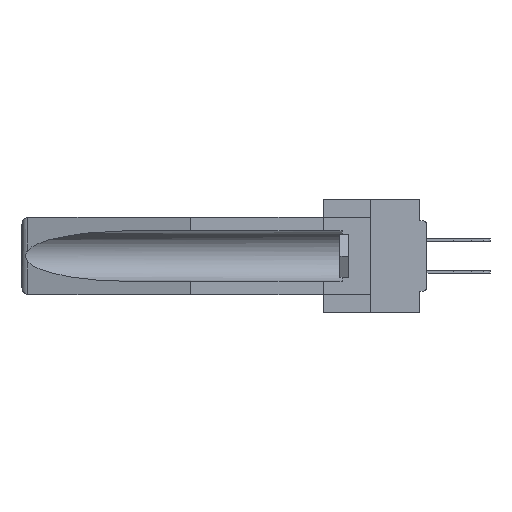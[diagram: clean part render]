
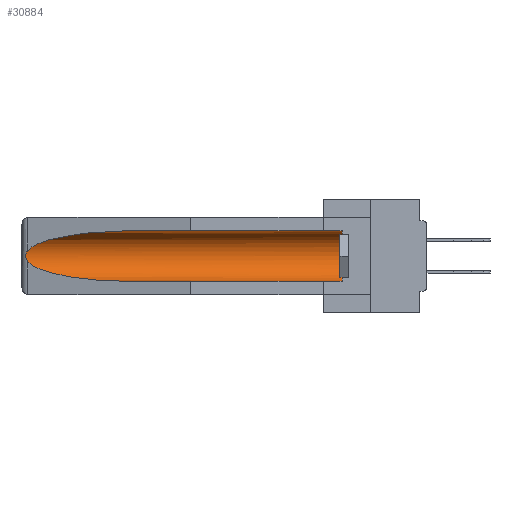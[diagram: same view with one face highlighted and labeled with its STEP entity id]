
A CAD part, left-side view. The second image highlights one B-rep face of the part: STEP entity #30884.
In plain terms, the highlighted cylindrical face has radius 2.857 mm (diameter 5.715 mm), a partial arc.
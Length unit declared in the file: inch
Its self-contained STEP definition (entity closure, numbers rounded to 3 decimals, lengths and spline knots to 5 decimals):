
#294 = CARTESIAN_POINT ( 'NONE',  ( 0.26654, 1.53092, -0.15636 ) ) ;
#1535 = DIRECTION ( 'NONE',  ( 0., 1., 0. ) ) ;
#2829 = CARTESIAN_POINT ( 'NONE',  ( 0.26597, 1.5296, -0.19026 ) ) ;
#2866 =( BOUNDED_CURVE ( )  B_SPLINE_CURVE ( 3, ( #20177, #31875, #37338, #20054 ),
 .UNSPECIFIED., .F., .T. ) 
 B_SPLINE_CURVE_WITH_KNOTS ( ( 4, 4 ),
 ( 4.71239, 6.08839 ),
 .UNSPECIFIED. ) 
 CURVE ( )  GEOMETRIC_REPRESENTATION_ITEM ( )  RATIONAL_B_SPLINE_CURVE ( ( 1., 0.848, 0.848, 1. ) ) 
 REPRESENTATION_ITEM ( '' )  );
#2950 = EDGE_CURVE ( 'NONE', #28046, #3680, #4020, .T. ) ;
#3085 = CARTESIAN_POINT ( 'NONE',  ( 0.155, 0.126, -0.059 ) ) ;
#3166 = AXIS2_PLACEMENT_3D ( 'NONE', #12745, #4451, #13138 ) ;
#3680 = VERTEX_POINT ( 'NONE', #8352 ) ;
#4020 = LINE ( 'NONE', #24396, #30205 ) ;
#4451 = DIRECTION ( 'NONE',  ( 0., -1., 0. ) ) ;
#4478 = DIRECTION ( 'NONE',  ( 0., 1., 0. ) ) ;
#4634 =( BOUNDED_CURVE ( )  B_SPLINE_CURVE ( 3, ( #9296, #9428, #14846, #32390 ),
 .UNSPECIFIED., .F., .F. ) 
 B_SPLINE_CURVE_WITH_KNOTS ( ( 4, 4 ),
 ( 0.1948, 1.5708 ),
 .UNSPECIFIED. ) 
 CURVE ( )  GEOMETRIC_REPRESENTATION_ITEM ( )  RATIONAL_B_SPLINE_CURVE ( ( 1., 0.848, 0.848, 1. ) ) 
 REPRESENTATION_ITEM ( '' )  );
#5109 = CYLINDRICAL_SURFACE ( 'NONE', #27072, 0.1125 ) ;
#6775 = B_SPLINE_CURVE_WITH_KNOTS ( 'NONE', 3,
 ( #25895, #8610, #294, #8485, #28569, #37269, #14528, #31938, #2829, #14160 ),
 .UNSPECIFIED., .F., .F.,
 ( 4, 2, 2, 2, 4 ),
 ( 0., 0.00029, 0.00058, 0.00087, 0.00117 ),
 .UNSPECIFIED. ) ;
#8352 = CARTESIAN_POINT ( 'NONE',  ( 0.155, 1.07973, -0.284 ) ) ;
#8485 = CARTESIAN_POINT ( 'NONE',  ( 0.2673, 1.5327, -0.16383 ) ) ;
#8534 = VERTEX_POINT ( 'NONE', #3085 ) ;
#8610 = CARTESIAN_POINT ( 'NONE',  ( 0.26597, 1.52961, -0.15275 ) ) ;
#9296 = CARTESIAN_POINT ( 'NONE',  ( 0.26537, 1.52718, -0.19328 ) ) ;
#9419 = ORIENTED_EDGE ( 'NONE', *, *, #30807, .T. ) ;
#9428 = CARTESIAN_POINT ( 'NONE',  ( 0.25451, 1.48313, -0.24835 ) ) ;
#12172 = VERTEX_POINT ( 'NONE', #22033 ) ;
#12745 = CARTESIAN_POINT ( 'NONE',  ( 0.155, 0.126, -0.1715 ) ) ;
#13138 = DIRECTION ( 'NONE',  ( 0., 0., 1. ) ) ;
#14160 = CARTESIAN_POINT ( 'NONE',  ( 0.26537, 1.52718, -0.19328 ) ) ;
#14528 = CARTESIAN_POINT ( 'NONE',  ( 0.2673, 1.53269, -0.17917 ) ) ;
#14846 = CARTESIAN_POINT ( 'NONE',  ( 0.21114, 1.30732, -0.284 ) ) ;
#15255 = EDGE_CURVE ( 'NONE', #18491, #12172, #2866, .T. ) ;
#15649 = DIRECTION ( 'NONE',  ( 0., 0., 1. ) ) ;
#16244 = VERTEX_POINT ( 'NONE', #22103 ) ;
#16605 = EDGE_CURVE ( 'NONE', #8534, #18491, #24629, .T. ) ;
#16856 = EDGE_CURVE ( 'NONE', #12172, #16244, #6775, .T. ) ;
#18491 = VERTEX_POINT ( 'NONE', #27740 ) ;
#20054 = CARTESIAN_POINT ( 'NONE',  ( 0.26537, 1.52718, -0.14972 ) ) ;
#20177 = CARTESIAN_POINT ( 'NONE',  ( 0.155, 1.07973, -0.059 ) ) ;
#20332 = CARTESIAN_POINT ( 'NONE',  ( 0.155, 0.126, -0.284 ) ) ;
#22033 = CARTESIAN_POINT ( 'NONE',  ( 0.26537, 1.52718, -0.14972 ) ) ;
#22103 = CARTESIAN_POINT ( 'NONE',  ( 0.26537, 1.52718, -0.19328 ) ) ;
#22365 = ORIENTED_EDGE ( 'NONE', *, *, #2950, .F. ) ;
#23031 = ORIENTED_EDGE ( 'NONE', *, *, #15255, .T. ) ;
#23719 = VECTOR ( 'NONE', #4478, 39.37008 ) ;
#23766 = EDGE_CURVE ( 'NONE', #16244, #3680, #4634, .T. ) ;
#24093 = ORIENTED_EDGE ( 'NONE', *, *, #16856, .T. ) ;
#24138 = DIRECTION ( 'NONE',  ( 0., 1., 0. ) ) ;
#24396 = CARTESIAN_POINT ( 'NONE',  ( 0.155, -0.30754, -0.284 ) ) ;
#24629 = LINE ( 'NONE', #24907, #23719 ) ;
#24907 = CARTESIAN_POINT ( 'NONE',  ( 0.155, -0.30754, -0.059 ) ) ;
#25022 = EDGE_LOOP ( 'NONE', ( #23031, #24093, #29623, #22365, #9419, #29467 ) ) ;
#25895 = CARTESIAN_POINT ( 'NONE',  ( 0.26537, 1.52718, -0.14972 ) ) ;
#27072 = AXIS2_PLACEMENT_3D ( 'NONE', #30565, #1535, #15649 ) ;
#27740 = CARTESIAN_POINT ( 'NONE',  ( 0.155, 1.07973, -0.059 ) ) ;
#28046 = VERTEX_POINT ( 'NONE', #20332 ) ;
#28133 = CIRCLE ( 'NONE', #3166, 0.1125 ) ;
#28569 = CARTESIAN_POINT ( 'NONE',  ( 0.2675, 1.53308, -0.16763 ) ) ;
#29467 = ORIENTED_EDGE ( 'NONE', *, *, #16605, .T. ) ;
#29623 = ORIENTED_EDGE ( 'NONE', *, *, #23766, .T. ) ;
#30205 = VECTOR ( 'NONE', #24138, 39.37008 ) ;
#30565 = CARTESIAN_POINT ( 'NONE',  ( 0.155, -0.30754, -0.1715 ) ) ;
#30807 = EDGE_CURVE ( 'NONE', #28046, #8534, #28133, .T. ) ;
#30884 = ADVANCED_FACE ( 'NONE', ( #32945 ), #5109, .F. ) ;
#31875 = CARTESIAN_POINT ( 'NONE',  ( 0.21114, 1.30732, -0.059 ) ) ;
#31938 = CARTESIAN_POINT ( 'NONE',  ( 0.26655, 1.53094, -0.18657 ) ) ;
#32390 = CARTESIAN_POINT ( 'NONE',  ( 0.155, 1.07973, -0.284 ) ) ;
#32945 = FACE_OUTER_BOUND ( 'NONE', #25022, .T. ) ;
#37269 = CARTESIAN_POINT ( 'NONE',  ( 0.2675, 1.53308, -0.17534 ) ) ;
#37338 = CARTESIAN_POINT ( 'NONE',  ( 0.25451, 1.48313, -0.09465 ) ) ;
